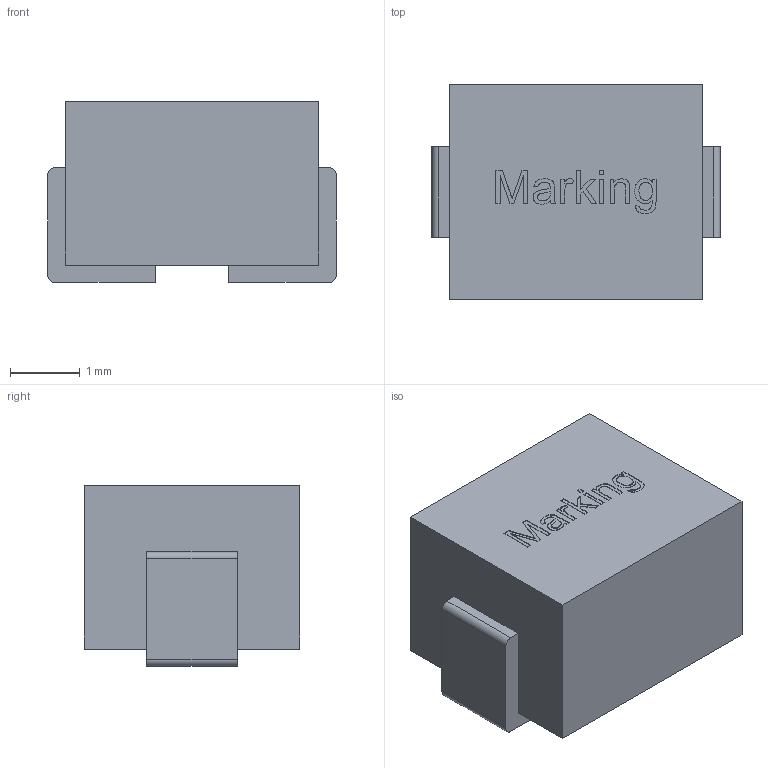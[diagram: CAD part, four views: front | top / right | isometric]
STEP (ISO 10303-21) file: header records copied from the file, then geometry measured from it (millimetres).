
FILE_DESCRIPTION( ( 'Unknown' ), '1' );
FILE_NAME( '74434035007.stp', 'Unknown', ( 'Unknown' ), ( 'Unknown' ), 'PSStep 21.0.46', 'Unknown', ' ' );
FILE_SCHEMA( ( 'AUTOMOTIVE_DESIGN { 1 0 10303 214 1 1 1 1 }' ) );
Length unit declared in the file: millimetre
Products named in the file (3): Assem1; Body; Pin
Assembly tree (2 placements, depth 2):
  Assem1
    Body
    Pin
Bounding box: 4.15 x 3.1 x 2.6 mm (x, y, z)
Volume: 28.3 mm3; surface area: 103.3 mm2
Topology: 2 solids, 2 shells, 104 faces, 270 edges, 180 vertices
Faces by surface type: plane 84, extrusion 16, cylinder 4
Entity records: 4657 total; most frequent: CARTESIAN_POINT 1454, ORIENTED_EDGE 538, DIRECTION 351, EDGE_CURVE 269, VERTEX_POINT 180, VECTOR 153, B_SPLINE_CURVE_WITH_KNOTS 140, LINE 137
